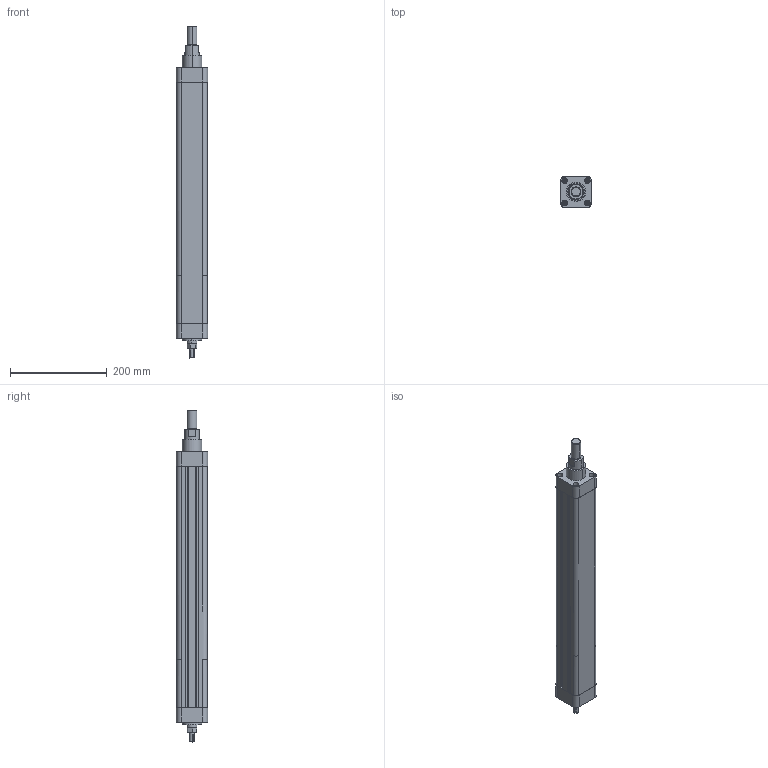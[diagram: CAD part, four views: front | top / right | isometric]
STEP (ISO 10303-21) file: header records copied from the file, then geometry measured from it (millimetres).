
FILE_DESCRIPTION (( 'STEP AP203' ), '1' );
FILE_NAME ('LIME-50-400.STEP', '2014-09-06T01:16:56', ( 'user' ), ( 'user' ), 'SwSTEP 2.0', 'SolidWorks 2012', '' );
FILE_SCHEMA (( 'CONFIG_CONTROL_DESIGN' ));
Length unit declared in the file: millimetre
Products named in the file (10): _X2_87BA687F_X0__1; _X2_522E6CE574B0_X0_; _X2_524D7AEF84CB_X0_; BBRG-60J_6001 MM; LIME-50-400; JIS 1181 1A_M12 X 1~75_SIMP; _X2_4F389577687F982D7AEF_X0_-_X2_591687BA7D0B_X0_; _X2_56FA5B9A7AEF9593969474B0_X0_; _X2_7F389AD4_X0_; _X2_5F8C7AEF84CB_X0_
Assembly tree (9 placements, depth 2):
  LIME-50-400
    _X2_5F8C7AEF84CB_X0_
    _X2_7F389AD4_X0_
    _X2_524D7AEF84CB_X0_
    _X2_87BA687F_X0__1
    _X2_56FA5B9A7AEF9593969474B0_X0_
    _X2_4F389577687F982D7AEF_X0_-_X2_591687BA7D0B_X0_
    JIS 1181 1A_M12 X 1~75_SIMP
    _X2_522E6CE574B0_X0_
    BBRG-60J_6001 MM
Bounding box: 64.5 x 64.5 x 687 mm (x, y, z)
Volume: 1083977.9 mm3; surface area: 345108.4 mm2
Topology: 7 solids, 11 shells, 408 faces, 1090 edges, 684 vertices
Faces by surface type: cylinder 167, plane 107, cone 79, bspline 55
Entity records: 16443 total; most frequent: CARTESIAN_POINT 5367, DIRECTION 2148, ORIENTED_EDGE 2095, EDGE_CURVE 1054, AXIS2_PLACEMENT_3D 865, VERTEX_POINT 686, CIRCLE 499, EDGE_LOOP 471
